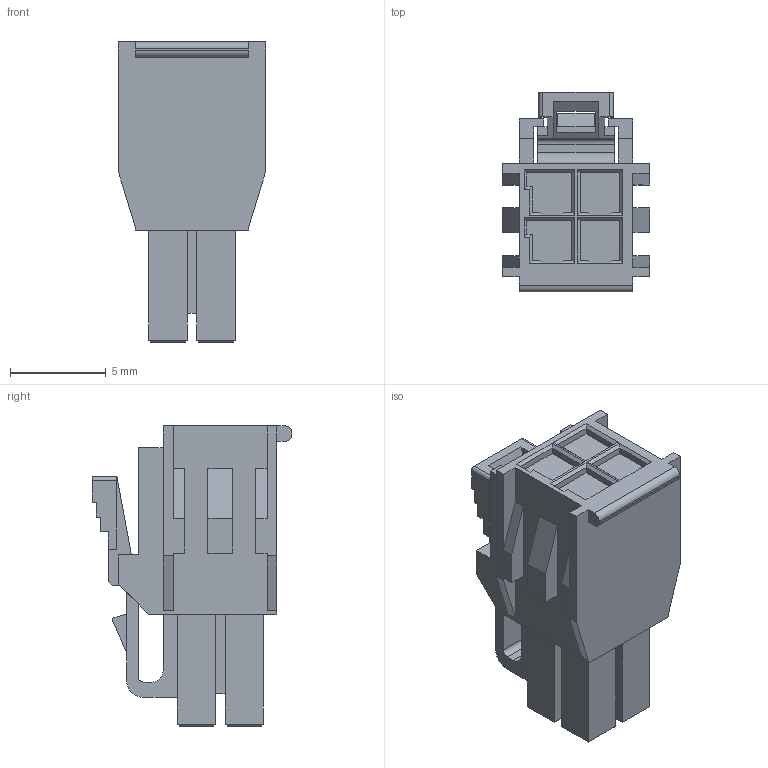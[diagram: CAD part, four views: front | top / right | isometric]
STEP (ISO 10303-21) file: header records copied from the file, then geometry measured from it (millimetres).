
FILE_DESCRIPTION(('FreeCAD Model'),'2;1');
FILE_NAME( 'Molex_1053081204.stp', '2019-06-09T13:42:52',('Author'),(''), 'Open CASCADE STEP processor 7.3','FreeCAD','Unknown');
FILE_SCHEMA(('AUTOMOTIVE_DESIGN { 1 0 10303 214 1 1 1 1 }'));
Length unit declared in the file: millimetre
Products named in the file (1): 1053081204
Bounding box: 7.7 x 10.46 x 15.7 mm (x, y, z)
Volume: 524.6 mm3; surface area: 828.4 mm2
Topology: 1 solids, 1 shells, 290 faces, 775 edges, 494 vertices
Faces by surface type: plane 283, cylinder 7
Entity records: 20916 total; most frequent: CARTESIAN_POINT 3146, DIRECTION 2915, LINE 2297, VECTOR 2297, ORIENTED_EDGE 1550, PCURVE 1550, DEFINITIONAL_REPRESENTATION 1550, EDGE_CURVE 775
